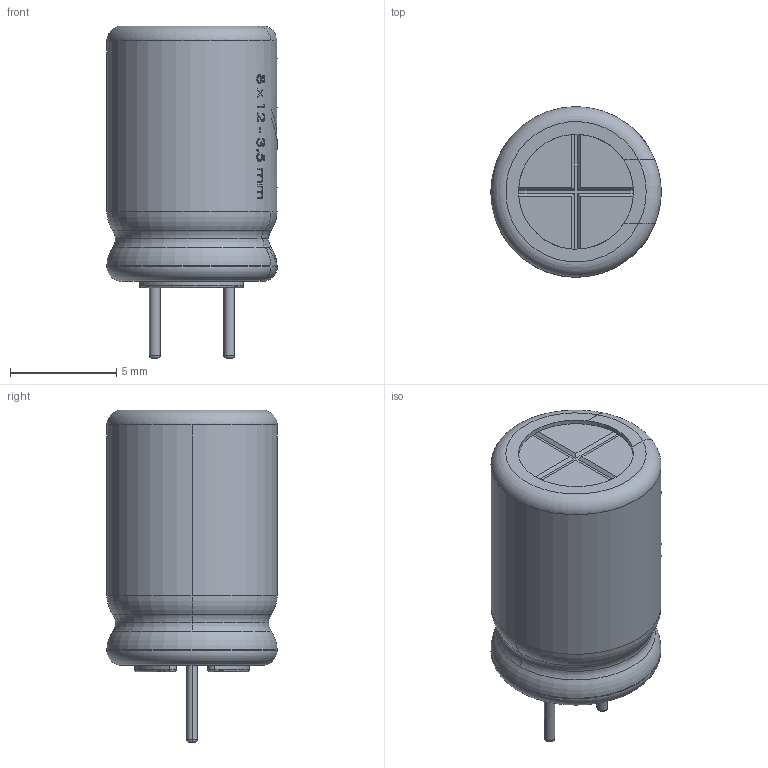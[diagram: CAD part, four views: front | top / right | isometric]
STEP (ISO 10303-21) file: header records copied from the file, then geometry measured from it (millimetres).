
FILE_DESCRIPTION (( 'STEP AP214' ), '1' );
FILE_NAME ('066E7C34-A9BE-41F3-BA64-084FA167A2C2.STEP', '2023-11-16T11:17:07', ( '' ), ( '' ), 'SwSTEP 2.0', 'SolidWorks 2022', '' );
FILE_SCHEMA (( 'AUTOMOTIVE_DESIGN' ));
Length unit declared in the file: millimetre
Products named in the file (1): 066E7C34-A9BE-41F3-BA64-084FA167A2C2
Bounding box: 8 x 8 x 15.6 mm (x, y, z)
Volume: 351.5 mm3; surface area: 641.1 mm2
Topology: 1 solids, 2 shells, 475 faces, 1245 edges, 818 vertices
Faces by surface type: plane 211, bspline 153, cylinder 75, torus 36
Entity records: 26423 total; most frequent: CARTESIAN_POINT 10786, ORIENTED_EDGE 2490, DIRECTION 1598, EDGE_CURVE 1245, VERTEX_POINT 818, AXIS2_PLACEMENT_3D 589, B_SPLINE_CURVE_WITH_KNOTS 543, EDGE_LOOP 519
